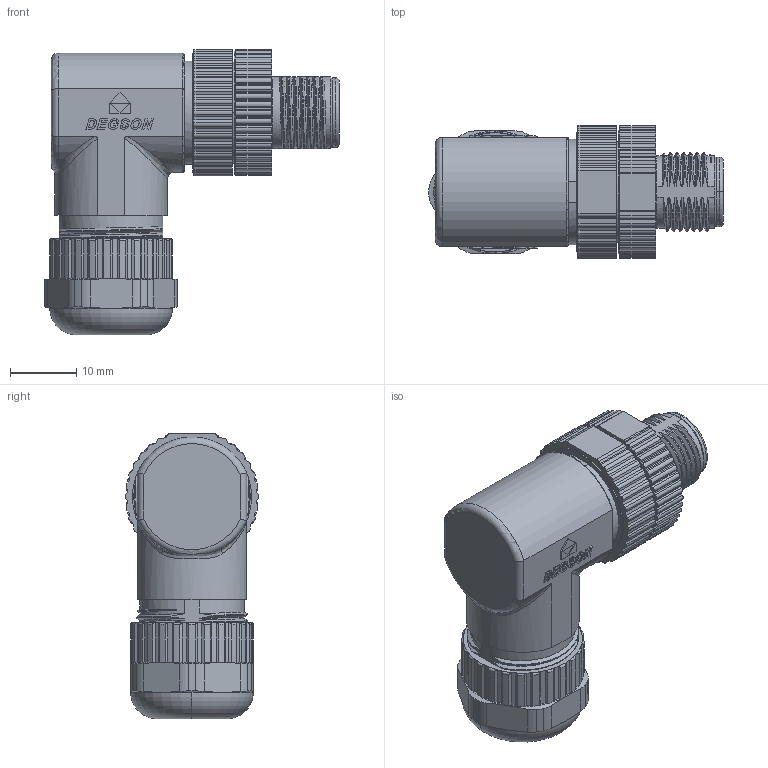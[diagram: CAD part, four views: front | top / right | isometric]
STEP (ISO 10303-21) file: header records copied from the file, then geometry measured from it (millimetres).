
FILE_DESCRIPTION((''),'2;1');
FILE_NAME('PBSH-M12A-05P-MM-SR70_SW0001','2020-04-21T',('Administrator'),(''),'CREO PARAMETRIC BY PTC INC, 2014350','CREO PARAMETRIC BY PTC INC, 2014350','');
FILE_SCHEMA(('CONFIG_CONTROL_DESIGN'));
Length unit declared in the file: millimetre
Products named in the file (1): PBSH-M12A-05P-MM-SR70_SW0001
Bounding box: 44.4 x 20.2 x 43.09 mm (x, y, z)
Volume: 15275.8 mm3; surface area: 5730.9 mm2
Topology: 1 solids, 1 shells, 1356 faces, 3815 edges, 2506 vertices
Faces by surface type: plane 899, cylinder 255, bspline 72, extrusion 57, torus 36, cone 27, sphere 10
Entity records: 49653 total; most frequent: CARTESIAN_POINT 15133, ORIENTED_EDGE 7610, DIRECTION 6483, EDGE_CURVE 3805, VECTOR 2875, LINE 2818, VERTEX_POINT 2506, AXIS2_PLACEMENT_3D 1804
